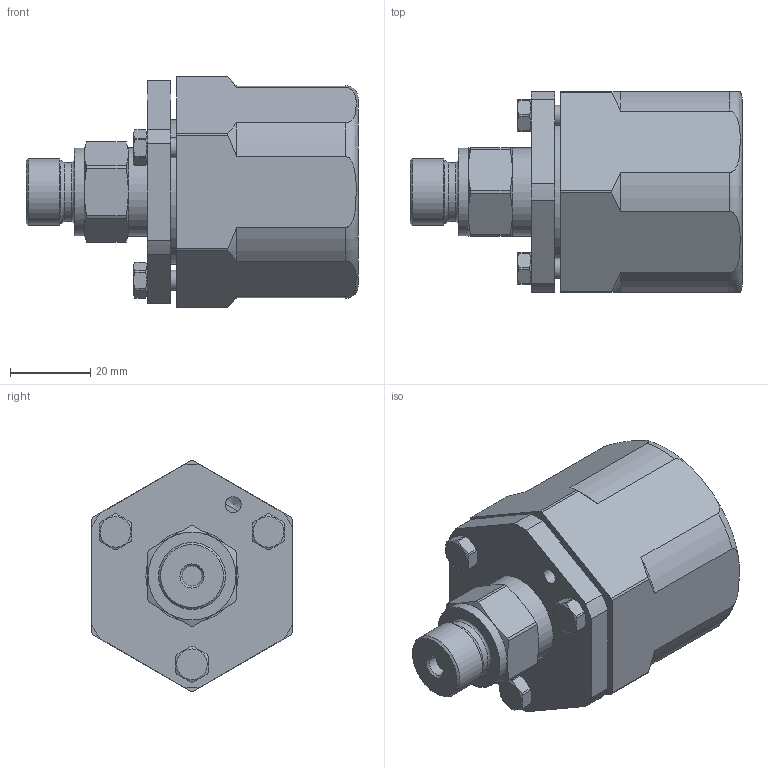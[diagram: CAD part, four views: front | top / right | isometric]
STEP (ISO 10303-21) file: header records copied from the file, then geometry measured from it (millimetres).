
FILE_DESCRIPTION(/* description */ ('Unknown'),/* implementation_level */ '2;1');
FILE_NAME(/* name */ '200096600_19_12_2022',/* time_stamp */ '2022-12-19T13:21:50+01:00',/* author */ ('Unknown'),/* organization */ ('Unknown'),/* preprocessor_version */ 'ST-DEVELOPER v18.102',/* originating_system */ 'Solid Edge',/* authorisation */ 'Unknown');
FILE_SCHEMA (('AUTOMOTIVE_DESIGN {1 0 10303 214 3 1 1}'));
Length unit declared in the file: millimetre
Products named in the file (1): Part4
Bounding box: 82.7 x 50 x 57.4 mm (x, y, z)
Volume: 118902.8 mm3; surface area: 19433.3 mm2
Topology: 1 solids, 1 shells, 145 faces, 370 edges, 243 vertices
Faces by surface type: cylinder 62, plane 56, cone 24, torus 3
Full cylindrical faces by diameter (mm): 4 x2, 5 x4, 5.3 x3, 14.699 x1, 15.33 x1, 16.66 x1, 18.698 x1, 21.898 x1, 21.998 x1, 23 x1, 28 x1, 28.2 x1, 36 x1
Entity records: 5341 total; most frequent: CARTESIAN_POINT 1022, DIRECTION 682, ORIENTED_EDGE 638, EDGE_CURVE 319, AXIS2_PLACEMENT_3D 289, VERTEX_POINT 227, FACE_BOUND 204, EDGE_LOOP 203
